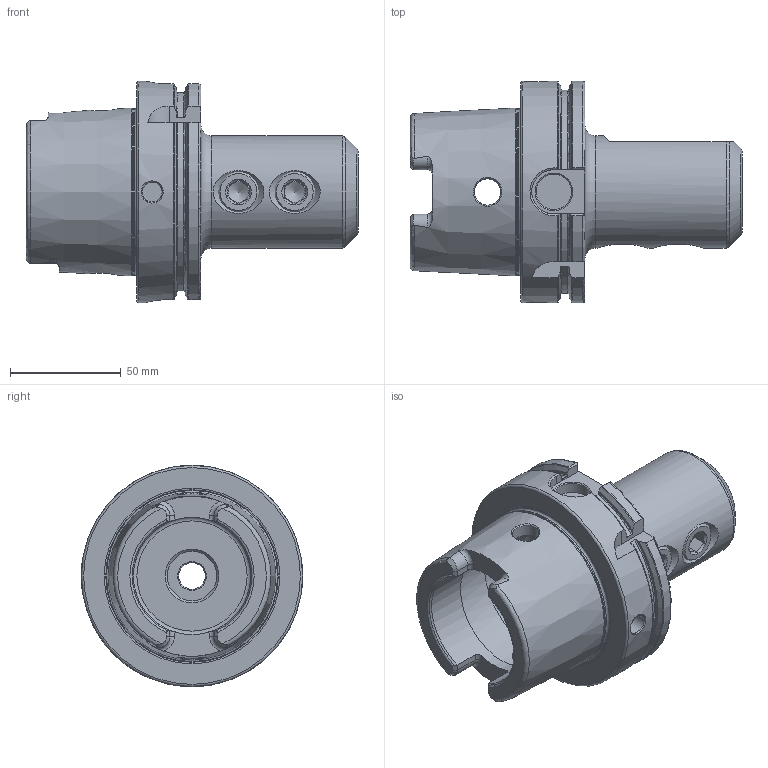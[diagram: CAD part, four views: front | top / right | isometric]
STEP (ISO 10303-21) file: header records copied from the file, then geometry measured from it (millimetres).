
FILE_DESCRIPTION(/* description */ (''),/* implementation_level */ '2;1');
FILE_NAME(/* name */ 'HSK100A-SLA25.4-100.stp',/* time_stamp */ '2023-12-01T10:12:51+08:00',/* author */ ('Administrator'),/* organization */ (''),/* preprocessor_version */ 'ST-DEVELOPER v18.1',/* originating_system */ 'Autodesk Inventor 2022',/* authorisation */ '');
FILE_SCHEMA (('AUTOMOTIVE_DESIGN { 1 0 10303 214 3 1 1 }'));
Length unit declared in the file: millimetre
Products named in the file (3): HSK100A-SLA25.4-100; HSK100A-SLA25.4-100_1; 3-4-16UNF-12.7
Assembly tree (3 placements, depth 2):
  HSK100A-SLA25.4-100
    HSK100A-SLA25.4-100_1
    3-4-16UNF-12.7  x2
Bounding box: 150 x 100 x 100 mm (x, y, z)
Volume: 355746.8 mm3; surface area: 68796.3 mm2
Topology: 3 solids, 3 shells, 212 faces, 549 edges, 350 vertices
Faces by surface type: plane 77, cylinder 46, cone 37, torus 35, bspline 17
Full cylindrical faces by diameter (mm): 4 x2, 9 x1, 9.3 x2, 10 x1, 12 x3, 16 x1, 17.4 x2, 19.05 x2, 19.5 x2, 22.376 x1, 25 x1, 25.4 x1, 26.4 x1, 50.8 x1, 53 x2, 63 x1, 75.365 x1, 100 x1
Entity records: 7841 total; most frequent: CARTESIAN_POINT 3109, ORIENTED_EDGE 1018, DIRECTION 920, EDGE_CURVE 509, AXIS2_PLACEMENT_3D 367, VERTEX_POINT 326, EDGE_LOOP 213, FACE_OUTER_BOUND 195
